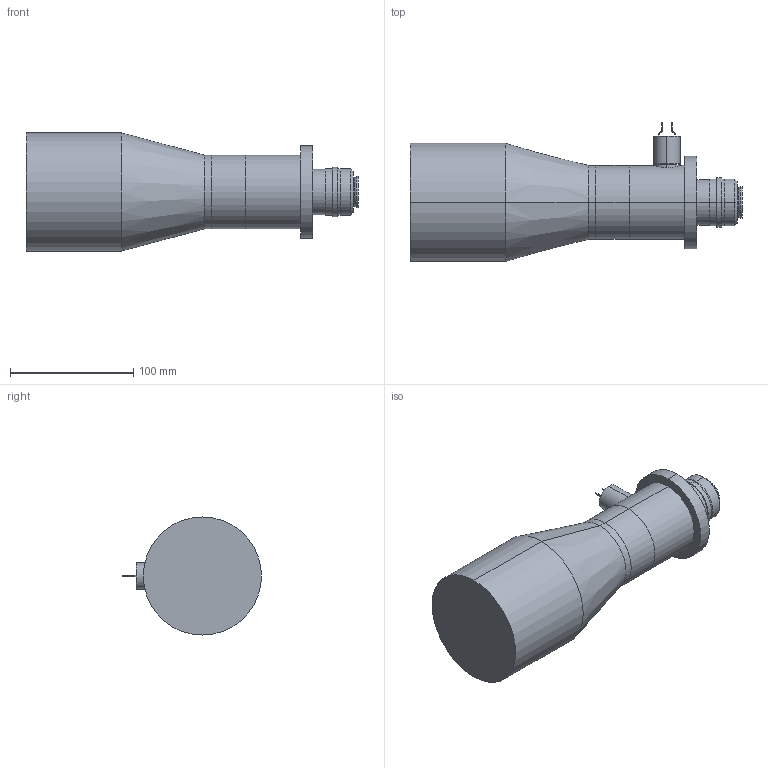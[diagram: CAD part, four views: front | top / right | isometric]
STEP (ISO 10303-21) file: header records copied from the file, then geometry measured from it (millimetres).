
FILE_DESCRIPTION (( 'STEP AP203' ), '1' );
FILE_NAME ('S5LPL6024_LED_01.STEP', '2016-02-26T09:19:38', ( 'poweredge' ), ( 'Hewlett-Packard Company' ), 'SwSTEP 2.0', 'SolidWorks 2015', '' );
FILE_SCHEMA (( 'CONFIG_CONTROL_DESIGN' ));
Length unit declared in the file: millimetre
Products named in the file (1): S5LPL6024_LED_01
Bounding box: 269.83 x 112.91 x 96 mm (x, y, z)
Volume: 1202069.3 mm3; surface area: 77973.3 mm2
Topology: 1 solids, 1 shells, 79 faces, 174 edges, 110 vertices
Faces by surface type: cylinder 38, plane 27, torus 8, cone 6
Entity records: 2365 total; most frequent: CARTESIAN_POINT 460, DIRECTION 424, ORIENTED_EDGE 348, EDGE_CURVE 174, AXIS2_PLACEMENT_3D 172, VERTEX_POINT 110, EDGE_LOOP 92, CIRCLE 92
